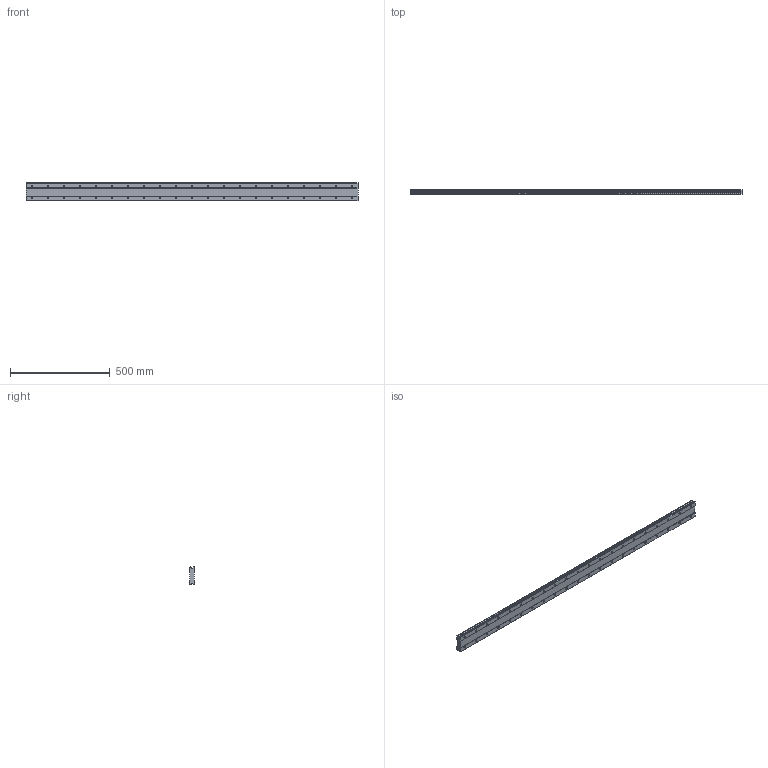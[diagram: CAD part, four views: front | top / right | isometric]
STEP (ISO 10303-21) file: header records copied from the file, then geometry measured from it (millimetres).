
FILE_DESCRIPTION (( 'STEP AP214' ), '1' );
FILE_NAME ('HRW50CA1SS-1660L_G30_0_B-PT18_759-75_0_0_0_1.STEP', '2021-07-07T12:30:31', ( '' ), ( '' ), 'SwSTEP 2.0', 'SolidWorks 2021', '' );
FILE_SCHEMA (( 'AUTOMOTIVE_DESIGN' ));
Length unit declared in the file: millimetre
Products named in the file (2): HRW50CA1SS-1660L_G30_0_B-PT18_759-75_0_0_0_1; _HRW50CA166030 Track
Assembly tree (1 placements, depth 2):
  HRW50CA1SS-1660L_G30_0_B-PT18_759-75_0_0_0_1
    _HRW50CA166030 Track
Bounding box: 1660 x 24 x 90 mm (x, y, z)
Volume: 3144625.9 mm3; surface area: 426957.6 mm2
Topology: 1 solids, 1 shells, 244 faces, 600 edges, 400 vertices
Faces by surface type: cylinder 172, plane 72
Entity records: 7622 total; most frequent: DIRECTION 1440, CARTESIAN_POINT 1248, ORIENTED_EDGE 1200, EDGE_CURVE 600, AXIS2_PLACEMENT_3D 592, VERTEX_POINT 400, EDGE_LOOP 370, CIRCLE 344
